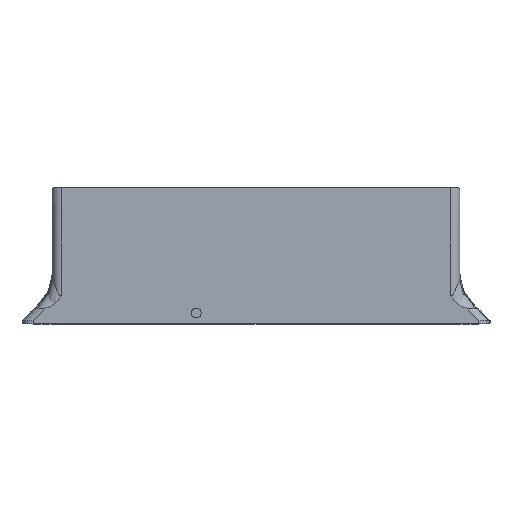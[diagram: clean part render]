
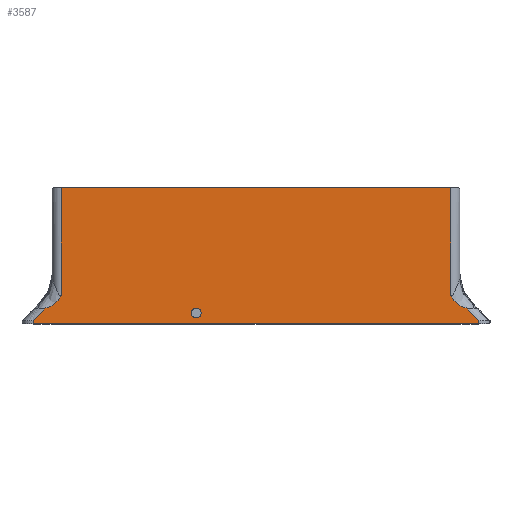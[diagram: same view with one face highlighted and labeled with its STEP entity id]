
A CAD part, top view. The second image highlights one B-rep face of the part: STEP entity #3587.
In plain terms, the highlighted planar face has unit normal (0, 0, 1).
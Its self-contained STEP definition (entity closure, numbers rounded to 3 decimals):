
#82=FACE_BOUND('',#630,.T.);
#139=PLANE('',#3964);
#245=B_SPLINE_CURVE_WITH_KNOTS('',3,(#8789,#8790,#8791,#8792,#8793,#8794,
#8795,#8796,#8797,#8798,#8799,#8800,#8801,#8802),.UNSPECIFIED.,.F.,.F.,
(4,2,2,2,2,2,4),(0.,0.001,0.002,
0.003,0.004,0.005,0.007),
 .UNSPECIFIED.);
#248=B_SPLINE_CURVE_WITH_KNOTS('',3,(#9067,#9068,#9069,#9070,#9071,#9072,
#9073,#9074,#9075,#9076,#9077,#9078,#9079,#9080),.UNSPECIFIED.,.F.,.F.,
(4,2,2,2,2,2,4),(0.,0.001,0.002,
0.003,0.004,0.005,0.007),
 .UNSPECIFIED.);
#430=FACE_OUTER_BOUND('',#629,.T.);
#629=EDGE_LOOP('',(#2919,#2920,#2921,#2922,#2923,#2924,#2925,#2926,#2927,
#2928));
#630=EDGE_LOOP('',(#2929));
#678=CIRCLE('',#3699,1.65);
#914=LINE('',#8871,#1155);
#915=LINE('',#8881,#1156);
#970=LINE('',#9571,#1211);
#971=LINE('',#9586,#1212);
#988=LINE('',#9629,#1229);
#989=LINE('',#9632,#1230);
#990=LINE('',#9633,#1231);
#991=LINE('',#9634,#1232);
#1155=VECTOR('',#4522,1000.);
#1156=VECTOR('',#4525,1000.);
#1211=VECTOR('',#4692,1000.);
#1212=VECTOR('',#4697,1000.);
#1229=VECTOR('',#4740,1000.);
#1230=VECTOR('',#4743,1000.);
#1231=VECTOR('',#4744,1000.);
#1232=VECTOR('',#4745,1000.);
#1338=VERTEX_POINT('',#4904);
#1570=VERTEX_POINT('',#8600);
#1571=VERTEX_POINT('',#8788);
#1573=VERTEX_POINT('',#8868);
#1574=VERTEX_POINT('',#8878);
#1575=VERTEX_POINT('',#8880);
#1576=VERTEX_POINT('',#9066);
#1609=VERTEX_POINT('',#9569);
#1610=VERTEX_POINT('',#9573);
#1624=VERTEX_POINT('',#9627);
#1625=VERTEX_POINT('',#9631);
#1661=EDGE_CURVE('',#1338,#1338,#678,.T.);
#1989=EDGE_CURVE('',#1570,#1571,#245,.T.);
#1993=EDGE_CURVE('',#1571,#1573,#914,.T.);
#1995=EDGE_CURVE('',#1575,#1574,#915,.T.);
#1997=EDGE_CURVE('',#1576,#1575,#248,.T.);
#2071=EDGE_CURVE('',#1574,#1609,#970,.T.);
#2074=EDGE_CURVE('',#1573,#1610,#971,.T.);
#2095=EDGE_CURVE('',#1624,#1570,#988,.T.);
#2096=EDGE_CURVE('',#1624,#1625,#989,.T.);
#2097=EDGE_CURVE('',#1625,#1576,#990,.T.);
#2098=EDGE_CURVE('',#1609,#1610,#991,.T.);
#2919=ORIENTED_EDGE('',*,*,#2096,.T.);
#2920=ORIENTED_EDGE('',*,*,#2097,.T.);
#2921=ORIENTED_EDGE('',*,*,#1997,.T.);
#2922=ORIENTED_EDGE('',*,*,#1995,.T.);
#2923=ORIENTED_EDGE('',*,*,#2071,.T.);
#2924=ORIENTED_EDGE('',*,*,#2098,.T.);
#2925=ORIENTED_EDGE('',*,*,#2074,.F.);
#2926=ORIENTED_EDGE('',*,*,#1993,.F.);
#2927=ORIENTED_EDGE('',*,*,#1989,.F.);
#2928=ORIENTED_EDGE('',*,*,#2095,.F.);
#2929=ORIENTED_EDGE('',*,*,#1661,.F.);
#3587=ADVANCED_FACE('',(#430,#82),#139,.T.);
#3699=AXIS2_PLACEMENT_3D('',#4906,#4025,#4026);
#3964=AXIS2_PLACEMENT_3D('',#9630,#4741,#4742);
#4025=DIRECTION('center_axis',(0.,0.,1.));
#4026=DIRECTION('ref_axis',(1.,0.,0.));
#4522=DIRECTION('',(0.707,-0.707,0.));
#4525=DIRECTION('',(-0.707,-0.707,0.));
#4692=DIRECTION('',(0.,-1.,0.));
#4697=DIRECTION('',(0.,-1.,0.));
#4740=DIRECTION('',(0.,-1.,0.));
#4741=DIRECTION('center_axis',(0.,0.,1.));
#4742=DIRECTION('ref_axis',(-1.,0.,0.));
#4743=DIRECTION('',(-1.,0.,0.));
#4744=DIRECTION('',(0.,-1.,0.));
#4745=DIRECTION('',(1.,0.,0.));
#4904=CARTESIAN_POINT('',(105.607,380.018,351.893));
#4906=CARTESIAN_POINT('Origin',(107.257,380.018,351.893));
#8600=CARTESIAN_POINT('',(191.4,385.845,351.893));
#8788=CARTESIAN_POINT('',(196.485,381.715,351.893));
#8789=CARTESIAN_POINT('Ctrl Pts',(191.4,385.845,351.893));
#8790=CARTESIAN_POINT('Ctrl Pts',(191.51,385.583,351.893));
#8791=CARTESIAN_POINT('Ctrl Pts',(191.637,385.327,351.893));
#8792=CARTESIAN_POINT('Ctrl Pts',(191.928,384.839,351.893));
#8793=CARTESIAN_POINT('Ctrl Pts',(192.092,384.605,351.893));
#8794=CARTESIAN_POINT('Ctrl Pts',(192.624,383.942,351.893));
#8795=CARTESIAN_POINT('Ctrl Pts',(193.03,383.554,351.893));
#8796=CARTESIAN_POINT('Ctrl Pts',(193.7,383.038,351.893));
#8797=CARTESIAN_POINT('Ctrl Pts',(193.935,382.877,351.893));
#8798=CARTESIAN_POINT('Ctrl Pts',(194.416,382.581,351.893));
#8799=CARTESIAN_POINT('Ctrl Pts',(194.662,382.446,351.893));
#8800=CARTESIAN_POINT('Ctrl Pts',(195.417,382.075,351.893));
#8801=CARTESIAN_POINT('Ctrl Pts',(195.941,381.874,351.893));
#8802=CARTESIAN_POINT('Ctrl Pts',(196.485,381.715,351.893));
#8868=CARTESIAN_POINT('',(200.7,377.5,351.893));
#8871=CARTESIAN_POINT('',(200.55,377.65,351.893));
#8878=CARTESIAN_POINT('',(53.3,377.5,351.893));
#8880=CARTESIAN_POINT('',(57.515,381.715,351.893));
#8881=CARTESIAN_POINT('',(53.45,377.65,351.893));
#9066=CARTESIAN_POINT('',(62.6,385.845,351.893));
#9067=CARTESIAN_POINT('Ctrl Pts',(62.6,385.845,351.893));
#9068=CARTESIAN_POINT('Ctrl Pts',(62.49,385.583,351.893));
#9069=CARTESIAN_POINT('Ctrl Pts',(62.363,385.327,351.893));
#9070=CARTESIAN_POINT('Ctrl Pts',(62.072,384.839,351.893));
#9071=CARTESIAN_POINT('Ctrl Pts',(61.909,384.605,351.893));
#9072=CARTESIAN_POINT('Ctrl Pts',(61.376,383.942,351.893));
#9073=CARTESIAN_POINT('Ctrl Pts',(60.97,383.554,351.893));
#9074=CARTESIAN_POINT('Ctrl Pts',(60.3,383.038,351.893));
#9075=CARTESIAN_POINT('Ctrl Pts',(60.065,382.877,351.893));
#9076=CARTESIAN_POINT('Ctrl Pts',(59.584,382.581,351.893));
#9077=CARTESIAN_POINT('Ctrl Pts',(59.338,382.446,351.893));
#9078=CARTESIAN_POINT('Ctrl Pts',(58.584,382.075,351.893));
#9079=CARTESIAN_POINT('Ctrl Pts',(58.059,381.874,351.893));
#9080=CARTESIAN_POINT('Ctrl Pts',(57.515,381.715,351.893));
#9569=CARTESIAN_POINT('',(53.3,376.5,351.893));
#9571=CARTESIAN_POINT('',(53.3,376.5,351.893));
#9573=CARTESIAN_POINT('',(200.7,376.5,351.893));
#9586=CARTESIAN_POINT('',(200.7,376.5,351.893));
#9627=CARTESIAN_POINT('',(191.4,421.5,351.893));
#9629=CARTESIAN_POINT('',(191.4,0.,351.893));
#9630=CARTESIAN_POINT('Origin',(254.,0.,351.893));
#9631=CARTESIAN_POINT('',(62.6,421.5,351.893));
#9632=CARTESIAN_POINT('',(144.567,421.5,351.893));
#9633=CARTESIAN_POINT('',(62.6,0.,351.893));
#9634=CARTESIAN_POINT('',(175.372,376.5,351.893));
